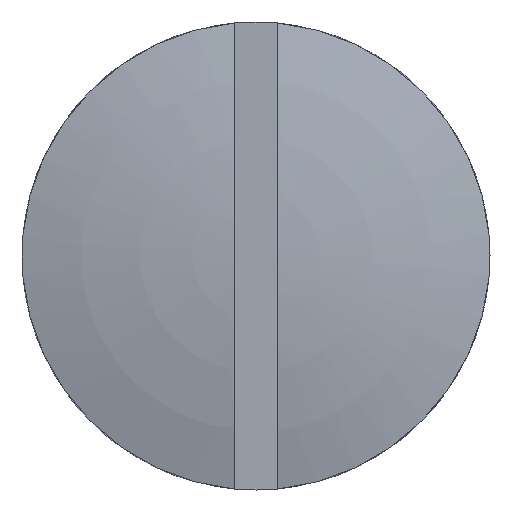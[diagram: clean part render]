
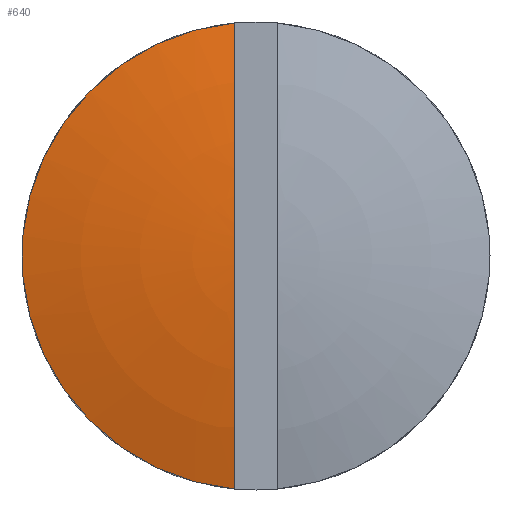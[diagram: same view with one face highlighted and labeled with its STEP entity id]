
A CAD part, front view. The second image highlights one B-rep face of the part: STEP entity #640.
In plain terms, the highlighted toroidal (fillet/blend) face has major radius 0.117 mm and minor radius 20.003 mm.
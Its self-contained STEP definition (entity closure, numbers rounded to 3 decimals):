
#12 = CARTESIAN_POINT ( 'NONE',  ( 1.04, -35.5, 4.979 ) ) ;
#49 = EDGE_LOOP ( 'NONE', ( #67, #523 ) ) ;
#67 = ORIENTED_EDGE ( 'NONE', *, *, #575, .F. ) ;
#75 = CARTESIAN_POINT ( 'NONE',  ( 1.04, -35.715, 4.163 ) ) ;
#85 = CIRCLE ( 'NONE', #429, 5. ) ;
#117 = CARTESIAN_POINT ( 'NONE',  ( 1.04, -36.097, -1.68 ) ) ;
#161 = B_SPLINE_CURVE_WITH_KNOTS ( 'NONE', 3,
 ( #12, #75, #225, #585, #335, #493, #117, #274, #533, #389 ),
 .UNSPECIFIED., .F., .F.,
 ( 4, 2, 2, 2, 4 ),
 ( 0., 0.003, 0.005, 0.008, 0.01 ),
 .UNSPECIFIED. ) ;
#176 = DIRECTION ( 'NONE',  ( 0., 0., -1. ) ) ;
#201 = VERTEX_POINT ( 'NONE', #412 ) ;
#217 = FACE_OUTER_BOUND ( 'NONE', #49, .T. ) ;
#222 = DIRECTION ( 'NONE',  ( 0., 0., 1. ) ) ;
#225 = CARTESIAN_POINT ( 'NONE',  ( 1.04, -35.877, 3.34 ) ) ;
#261 = VERTEX_POINT ( 'NONE', #405 ) ;
#274 = CARTESIAN_POINT ( 'NONE',  ( 1.04, -35.877, -3.34 ) ) ;
#288 = DIRECTION ( 'NONE',  ( 0., 1., 0. ) ) ;
#335 = CARTESIAN_POINT ( 'NONE',  ( 1.04, -36.157, 0.844 ) ) ;
#375 = TOROIDAL_SURFACE ( 'NONE', #407, -0.118, 20.003 ) ;
#385 = CARTESIAN_POINT ( 'NONE',  ( 1.5, -35.5, 0. ) ) ;
#389 = CARTESIAN_POINT ( 'NONE',  ( 1.04, -35.5, -4.979 ) ) ;
#399 = DIRECTION ( 'NONE',  ( 0., 1., 0. ) ) ;
#405 = CARTESIAN_POINT ( 'NONE',  ( 1.04, -35.5, 4.979 ) ) ;
#407 = AXIS2_PLACEMENT_3D ( 'NONE', #547, #399, #176 ) ;
#412 = CARTESIAN_POINT ( 'NONE',  ( 1.04, -35.5, -4.979 ) ) ;
#429 = AXIS2_PLACEMENT_3D ( 'NONE', #385, #288, #222 ) ;
#493 = CARTESIAN_POINT ( 'NONE',  ( 1.04, -36.157, -0.844 ) ) ;
#523 = ORIENTED_EDGE ( 'NONE', *, *, #596, .F. ) ;
#533 = CARTESIAN_POINT ( 'NONE',  ( 1.04, -35.715, -4.163 ) ) ;
#547 = CARTESIAN_POINT ( 'NONE',  ( 1.5, -16.163, 0. ) ) ;
#575 = EDGE_CURVE ( 'NONE', #261, #201, #161, .T. ) ;
#585 = CARTESIAN_POINT ( 'NONE',  ( 1.04, -36.097, 1.681 ) ) ;
#596 = EDGE_CURVE ( 'NONE', #201, #261, #85, .T. ) ;
#640 = ADVANCED_FACE ( 'NONE', ( #217 ), #375, .T. ) ;
